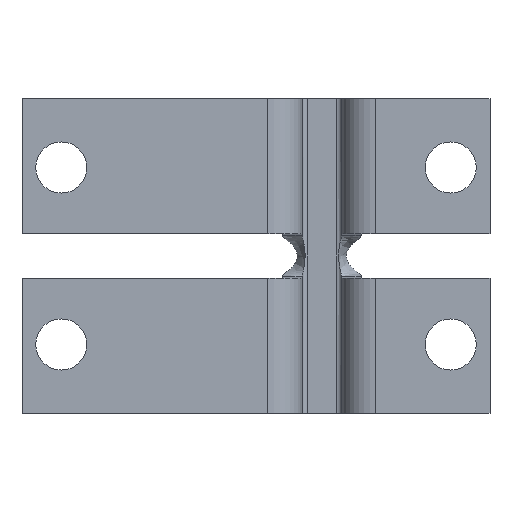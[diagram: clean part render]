
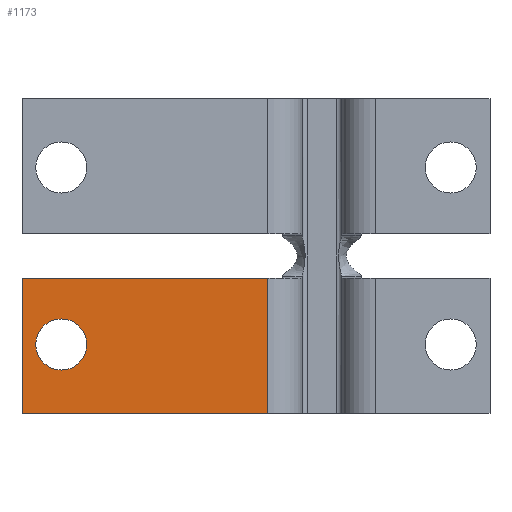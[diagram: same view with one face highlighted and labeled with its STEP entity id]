
A CAD part, front view. The second image highlights one B-rep face of the part: STEP entity #1173.
In plain terms, the highlighted planar face has unit normal (0, -1, 0).
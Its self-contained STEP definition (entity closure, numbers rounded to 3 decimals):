
#29 = AXIS2_PLACEMENT_3D ( 'NONE', #110, #111, #112 ) ;
#110 = CARTESIAN_POINT ( 'NONE',  ( -26.5, 0., -9. ) ) ;
#111 = DIRECTION ( 'NONE',  ( 0., 1., 0. ) ) ;
#112 = DIRECTION ( 'NONE',  ( 0., 0., 1. ) ) ;
#160 = EDGE_CURVE ( 'NONE', #1857, #1054, #1853, .T. ) ;
#242 = EDGE_LOOP ( 'NONE', ( #309, #524 ) ) ;
#308 = CARTESIAN_POINT ( 'NONE',  ( -30.5, 0., -2.25 ) ) ;
#309 = ORIENTED_EDGE ( 'NONE', *, *, #1114, .T. ) ;
#333 = CARTESIAN_POINT ( 'NONE',  ( -5.5, 0., 16. ) ) ;
#430 = DIRECTION ( 'NONE',  ( 0., 0., -1. ) ) ;
#440 = CARTESIAN_POINT ( 'NONE',  ( -30.5, 0., -16. ) ) ;
#487 = ORIENTED_EDGE ( 'NONE', *, *, #1167, .T. ) ;
#521 = VERTEX_POINT ( 'NONE', #555 ) ;
#524 = ORIENTED_EDGE ( 'NONE', *, *, #160, .T. ) ;
#555 = CARTESIAN_POINT ( 'NONE',  ( -5.5, 0., -16. ) ) ;
#615 = DIRECTION ( 'NONE',  ( -1., 0., 0. ) ) ;
#740 = CARTESIAN_POINT ( 'NONE',  ( -30.5, 0., 16. ) ) ;
#772 = VERTEX_POINT ( 'NONE', #2061 ) ;
#818 = DIRECTION ( 'NONE',  ( 0., 0., -1. ) ) ;
#824 = DIRECTION ( 'NONE',  ( 1., 0., 0. ) ) ;
#836 = ORIENTED_EDGE ( 'NONE', *, *, #975, .T. ) ;
#876 = ORIENTED_EDGE ( 'NONE', *, *, #996, .T. ) ;
#958 = EDGE_CURVE ( 'NONE', #772, #521, #1954, .T. ) ;
#975 = EDGE_CURVE ( 'NONE', #2289, #2220, #1908, .T. ) ;
#978 = CARTESIAN_POINT ( 'NONE',  ( -30.5, 0., -2.25 ) ) ;
#996 = EDGE_CURVE ( 'NONE', #2220, #521, #1885, .T. ) ;
#1054 = VERTEX_POINT ( 'NONE', #1263 ) ;
#1068 = ORIENTED_EDGE ( 'NONE', *, *, #958, .F. ) ;
#1114 = EDGE_CURVE ( 'NONE', #1054, #1857, #1856, .T. ) ;
#1161 = DIRECTION ( 'NONE',  ( 0., 0., 1. ) ) ;
#1167 = EDGE_CURVE ( 'NONE', #772, #2289, #1868, .T. ) ;
#1173 = ADVANCED_FACE ( 'NONE', ( #1877, #1839 ), #1627, .F. ) ;
#1263 = CARTESIAN_POINT ( 'NONE',  ( -26.5, 0., -6.4 ) ) ;
#1465 = EDGE_LOOP ( 'NONE', ( #1068, #487, #836, #876 ) ) ;
#1627 = PLANE ( 'NONE',  #2275 ) ;
#1787 = CARTESIAN_POINT ( 'NONE',  ( -30.5, 0., -16. ) ) ;
#1839 = FACE_OUTER_BOUND ( 'NONE', #1465, .T. ) ;
#1853 = CIRCLE ( 'NONE', #29, 2.6 ) ;
#1855 = VECTOR ( 'NONE', #615, 1000. ) ;
#1856 = CIRCLE ( 'NONE', #2319, 2.6 ) ;
#1857 = VERTEX_POINT ( 'NONE', #1859 ) ;
#1859 = CARTESIAN_POINT ( 'NONE',  ( -26.5, 0., -11.6 ) ) ;
#1860 = VECTOR ( 'NONE', #824, 1000. ) ;
#1868 = LINE ( 'NONE', #978, #1855 ) ;
#1877 = FACE_BOUND ( 'NONE', #242, .T. ) ;
#1885 = LINE ( 'NONE', #1787, #1860 ) ;
#1900 = VECTOR ( 'NONE', #818, 1000. ) ;
#1908 = LINE ( 'NONE', #740, #1900 ) ;
#1935 = VECTOR ( 'NONE', #430, 1000. ) ;
#1954 = LINE ( 'NONE', #333, #1935 ) ;
#2061 = CARTESIAN_POINT ( 'NONE',  ( -5.5, 0., -2.25 ) ) ;
#2080 = CARTESIAN_POINT ( 'NONE',  ( -30.5, 0., 16. ) ) ;
#2155 = CARTESIAN_POINT ( 'NONE',  ( -26.5, 0., -9. ) ) ;
#2220 = VERTEX_POINT ( 'NONE', #440 ) ;
#2275 = AXIS2_PLACEMENT_3D ( 'NONE', #2080, #2306, #2308 ) ;
#2289 = VERTEX_POINT ( 'NONE', #308 ) ;
#2306 = DIRECTION ( 'NONE',  ( 0., 1., 0. ) ) ;
#2308 = DIRECTION ( 'NONE',  ( 0., 0., 1. ) ) ;
#2319 = AXIS2_PLACEMENT_3D ( 'NONE', #2155, #2472, #1161 ) ;
#2472 = DIRECTION ( 'NONE',  ( 0., 1., 0. ) ) ;
